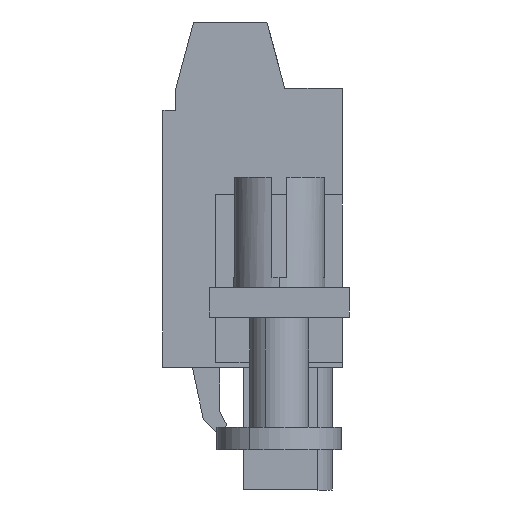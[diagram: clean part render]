
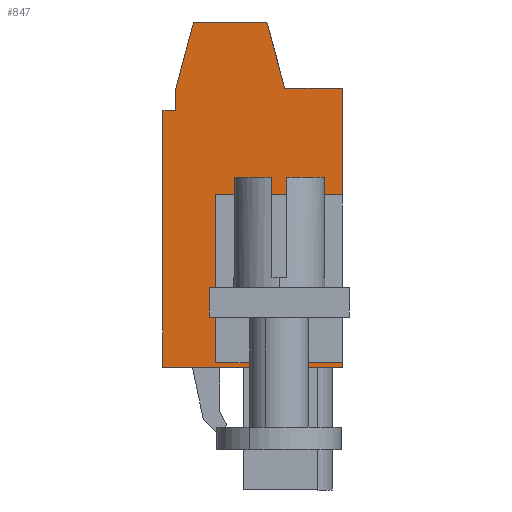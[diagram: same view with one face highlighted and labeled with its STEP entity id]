
A CAD part, left-side view. The second image highlights one B-rep face of the part: STEP entity #847.
In plain terms, the highlighted planar face has unit normal (-1, 0, 0).
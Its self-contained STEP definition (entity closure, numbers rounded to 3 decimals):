
#755=AXIS2_PLACEMENT_3D('Plane Axis2P3D',#752,#753,#754) ;
#49=CARTESIAN_POINT('Vertex',(12.1,12.65,25.8)) ;
#52=CARTESIAN_POINT('Line Origine',(12.1,12.213,25.8)) ;
#56=CARTESIAN_POINT('Vertex',(12.1,11.775,25.8)) ;
#129=CARTESIAN_POINT('Vertex',(12.1,12.65,8.35)) ;
#132=CARTESIAN_POINT('Line Origine',(12.1,12.65,17.075)) ;
#752=CARTESIAN_POINT('Axis2P3D Location',(12.1,0.,0.)) ;
#757=CARTESIAN_POINT('Line Origine',(12.1,0.45,23.675)) ;
#761=CARTESIAN_POINT('Vertex',(12.1,0.45,20.05)) ;
#763=CARTESIAN_POINT('Vertex',(12.1,0.45,27.3)) ;
#766=CARTESIAN_POINT('Line Origine',(12.1,2.412,27.3)) ;
#770=CARTESIAN_POINT('Vertex',(12.1,4.375,27.3)) ;
#773=CARTESIAN_POINT('Line Origine',(12.1,4.978,29.55)) ;
#777=CARTESIAN_POINT('Vertex',(12.1,5.581,31.8)) ;
#780=CARTESIAN_POINT('Line Origine',(12.1,8.075,31.8)) ;
#784=CARTESIAN_POINT('Vertex',(12.1,10.569,31.8)) ;
#787=CARTESIAN_POINT('Line Origine',(12.1,11.172,29.55)) ;
#791=CARTESIAN_POINT('Vertex',(12.1,11.775,27.3)) ;
#794=CARTESIAN_POINT('Line Origine',(12.1,11.775,26.55)) ;
#799=CARTESIAN_POINT('Line Origine',(12.1,6.55,8.35)) ;
#803=CARTESIAN_POINT('Vertex',(12.1,0.45,8.35)) ;
#806=CARTESIAN_POINT('Line Origine',(12.1,0.45,8.5)) ;
#810=CARTESIAN_POINT('Vertex',(12.1,0.45,8.65)) ;
#813=CARTESIAN_POINT('Line Origine',(12.1,4.75,8.65)) ;
#817=CARTESIAN_POINT('Vertex',(12.1,9.05,8.65)) ;
#820=CARTESIAN_POINT('Line Origine',(12.1,9.05,14.35)) ;
#824=CARTESIAN_POINT('Vertex',(12.1,9.05,20.05)) ;
#827=CARTESIAN_POINT('Line Origine',(12.1,4.75,20.05)) ;
#53=DIRECTION('Vector Direction',(0.,1.,0.)) ;
#133=DIRECTION('Vector Direction',(0.,0.,-1.)) ;
#753=DIRECTION('Axis2P3D Direction',(-1.,0.,0.)) ;
#754=DIRECTION('Axis2P3D XDirection',(0.,0.,1.)) ;
#758=DIRECTION('Vector Direction',(0.,0.,1.)) ;
#767=DIRECTION('Vector Direction',(0.,1.,0.)) ;
#774=DIRECTION('Vector Direction',(0.,0.259,0.966)) ;
#781=DIRECTION('Vector Direction',(0.,1.,0.)) ;
#788=DIRECTION('Vector Direction',(0.,0.259,-0.966)) ;
#795=DIRECTION('Vector Direction',(0.,0.,-1.)) ;
#800=DIRECTION('Vector Direction',(0.,-1.,0.)) ;
#807=DIRECTION('Vector Direction',(0.,0.,1.)) ;
#814=DIRECTION('Vector Direction',(0.,-1.,0.)) ;
#821=DIRECTION('Vector Direction',(0.,0.,-1.)) ;
#828=DIRECTION('Vector Direction',(0.,-1.,0.)) ;
#54=VECTOR('Line Direction',#53,1.) ;
#134=VECTOR('Line Direction',#133,1.) ;
#759=VECTOR('Line Direction',#758,1.) ;
#768=VECTOR('Line Direction',#767,1.) ;
#775=VECTOR('Line Direction',#774,1.) ;
#782=VECTOR('Line Direction',#781,1.) ;
#789=VECTOR('Line Direction',#788,1.) ;
#796=VECTOR('Line Direction',#795,1.) ;
#801=VECTOR('Line Direction',#800,1.) ;
#808=VECTOR('Line Direction',#807,1.) ;
#815=VECTOR('Line Direction',#814,1.) ;
#822=VECTOR('Line Direction',#821,1.) ;
#829=VECTOR('Line Direction',#828,1.) ;
#833=ORIENTED_EDGE('',*,*,#765,.T.) ;
#834=ORIENTED_EDGE('',*,*,#772,.T.) ;
#835=ORIENTED_EDGE('',*,*,#779,.T.) ;
#836=ORIENTED_EDGE('',*,*,#786,.T.) ;
#837=ORIENTED_EDGE('',*,*,#793,.T.) ;
#838=ORIENTED_EDGE('',*,*,#798,.T.) ;
#839=ORIENTED_EDGE('',*,*,#58,.T.) ;
#840=ORIENTED_EDGE('',*,*,#136,.T.) ;
#841=ORIENTED_EDGE('',*,*,#805,.T.) ;
#842=ORIENTED_EDGE('',*,*,#812,.T.) ;
#843=ORIENTED_EDGE('',*,*,#819,.F.) ;
#844=ORIENTED_EDGE('',*,*,#826,.F.) ;
#845=ORIENTED_EDGE('',*,*,#831,.T.) ;
#847=ADVANCED_FACE('HOUSING',(#846),#756,.T.) ;
#58=EDGE_CURVE('',#57,#50,#55,.T.) ;
#136=EDGE_CURVE('',#50,#130,#135,.T.) ;
#765=EDGE_CURVE('',#762,#764,#760,.T.) ;
#772=EDGE_CURVE('',#764,#771,#769,.T.) ;
#779=EDGE_CURVE('',#771,#778,#776,.T.) ;
#786=EDGE_CURVE('',#778,#785,#783,.T.) ;
#793=EDGE_CURVE('',#785,#792,#790,.T.) ;
#798=EDGE_CURVE('',#792,#57,#797,.T.) ;
#805=EDGE_CURVE('',#130,#804,#802,.T.) ;
#812=EDGE_CURVE('',#804,#811,#809,.T.) ;
#819=EDGE_CURVE('',#818,#811,#816,.T.) ;
#826=EDGE_CURVE('',#825,#818,#823,.T.) ;
#831=EDGE_CURVE('',#825,#762,#830,.T.) ;
#832=EDGE_LOOP('',(#833,#834,#835,#836,#837,#838,#839,#840,#841,#842,#843,#844,#845)) ;
#846=FACE_OUTER_BOUND('',#832,.T.) ;
#55=LINE('Line',#52,#54) ;
#135=LINE('Line',#132,#134) ;
#760=LINE('Line',#757,#759) ;
#769=LINE('Line',#766,#768) ;
#776=LINE('Line',#773,#775) ;
#783=LINE('Line',#780,#782) ;
#790=LINE('Line',#787,#789) ;
#797=LINE('Line',#794,#796) ;
#802=LINE('Line',#799,#801) ;
#809=LINE('Line',#806,#808) ;
#816=LINE('Line',#813,#815) ;
#823=LINE('Line',#820,#822) ;
#830=LINE('Line',#827,#829) ;
#756=PLANE('',#755) ;
#50=VERTEX_POINT('',#49) ;
#57=VERTEX_POINT('',#56) ;
#130=VERTEX_POINT('',#129) ;
#762=VERTEX_POINT('',#761) ;
#764=VERTEX_POINT('',#763) ;
#771=VERTEX_POINT('',#770) ;
#778=VERTEX_POINT('',#777) ;
#785=VERTEX_POINT('',#784) ;
#792=VERTEX_POINT('',#791) ;
#804=VERTEX_POINT('',#803) ;
#811=VERTEX_POINT('',#810) ;
#818=VERTEX_POINT('',#817) ;
#825=VERTEX_POINT('',#824) ;
